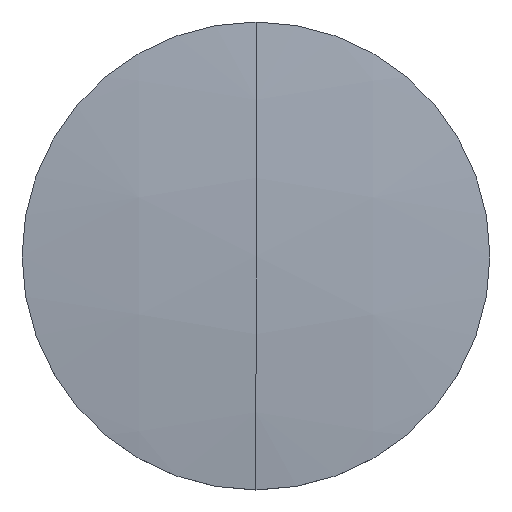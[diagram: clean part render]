
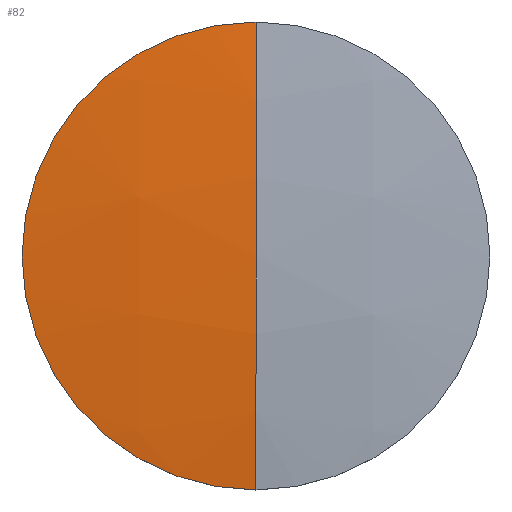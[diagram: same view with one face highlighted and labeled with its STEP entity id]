
A CAD part, top view. The second image highlights one B-rep face of the part: STEP entity #82.
In plain terms, the highlighted spherical face has radius 206.03 mm.
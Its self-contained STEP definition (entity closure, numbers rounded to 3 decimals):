
#10 = ORIENTED_EDGE ( 'NONE', *, *, #23, .F. ) ;
#17 = VERTEX_POINT ( 'NONE', #125 ) ;
#18 = ORIENTED_EDGE ( 'NONE', *, *, #26, .T. ) ;
#19 = ORIENTED_EDGE ( 'NONE', *, *, #46, .T. ) ;
#22 = ORIENTED_EDGE ( 'NONE', *, *, #24, .T. ) ;
#23 = EDGE_CURVE ( 'NONE', #47, #17, #123, .T. ) ;
#24 = EDGE_CURVE ( 'NONE', #29, #17, #117, .T. ) ;
#26 = EDGE_CURVE ( 'NONE', #44, #29, #65, .T. ) ;
#29 = VERTEX_POINT ( 'NONE', #61 ) ;
#44 = VERTEX_POINT ( 'NONE', #214 ) ;
#46 = EDGE_CURVE ( 'NONE', #47, #44, #196, .T. ) ;
#47 = VERTEX_POINT ( 'NONE', #226 ) ;
#61 = CARTESIAN_POINT ( 'NONE',  ( 0., -25.4, 0.713 ) ) ;
#62 = DIRECTION ( 'NONE',  ( 1., 0., 0. ) ) ;
#63 = DIRECTION ( 'NONE',  ( 0., 0., 1. ) ) ;
#64 = AXIS2_PLACEMENT_3D ( 'NONE', #118, #63, #62 ) ;
#65 = CIRCLE ( 'NONE', #64, 25.4 ) ;
#66 = DIRECTION ( 'NONE',  ( 0., -1., 0. ) ) ;
#67 = DIRECTION ( 'NONE',  ( -1., 0., 0. ) ) ;
#68 = AXIS2_PLACEMENT_3D ( 'NONE', #124, #67, #66 ) ;
#76 = EDGE_LOOP ( 'NONE', ( #19, #18, #22, #10 ) ) ;
#82 = ADVANCED_FACE ( 'NONE', ( #180 ), #204, .T. ) ;
#117 = CIRCLE ( 'NONE', #68, 206.03 ) ;
#118 = CARTESIAN_POINT ( 'NONE',  ( 0., 0., 0.713 ) ) ;
#119 = DIRECTION ( 'NONE',  ( 0., 0., -1. ) ) ;
#120 = DIRECTION ( 'NONE',  ( 1., 0., 0. ) ) ;
#121 = CARTESIAN_POINT ( 'NONE',  ( 0., 0., -203.745 ) ) ;
#122 = AXIS2_PLACEMENT_3D ( 'NONE', #121, #120, #119 ) ;
#123 = CIRCLE ( 'NONE', #122, 206.03 ) ;
#124 = CARTESIAN_POINT ( 'NONE',  ( 0., 0., -203.745 ) ) ;
#125 = CARTESIAN_POINT ( 'NONE',  ( 0., 0., 2.285 ) ) ;
#180 = FACE_OUTER_BOUND ( 'NONE', #76, .T. ) ;
#194 = CARTESIAN_POINT ( 'NONE',  ( 0., 0., 0.713 ) ) ;
#195 = AXIS2_PLACEMENT_3D ( 'NONE', #194, #228, #227 ) ;
#196 = CIRCLE ( 'NONE', #195, 25.4 ) ;
#198 = DIRECTION ( 'NONE',  ( 0., 1., 0. ) ) ;
#199 = DIRECTION ( 'NONE',  ( -1., 0., 0. ) ) ;
#200 = CARTESIAN_POINT ( 'NONE',  ( 0., 0., -203.745 ) ) ;
#201 = AXIS2_PLACEMENT_3D ( 'NONE', #200, #199, #198 ) ;
#204 = SPHERICAL_SURFACE ( 'NONE', #201, 206.03 ) ;
#214 = CARTESIAN_POINT ( 'NONE',  ( -25.4, 0., 0.713 ) ) ;
#226 = CARTESIAN_POINT ( 'NONE',  ( 0., 25.4, 0.713 ) ) ;
#227 = DIRECTION ( 'NONE',  ( 1., 0., 0. ) ) ;
#228 = DIRECTION ( 'NONE',  ( 0., 0., 1. ) ) ;
